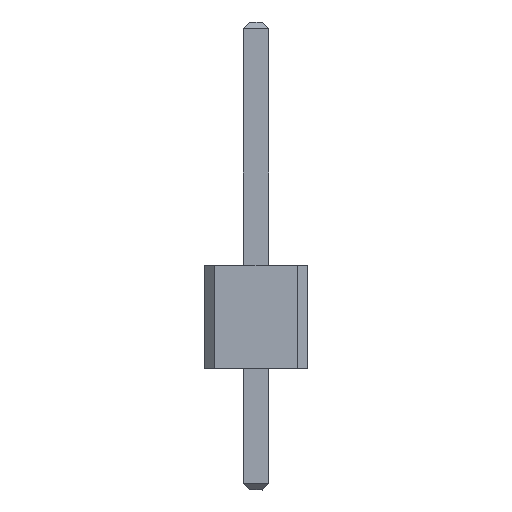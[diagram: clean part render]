
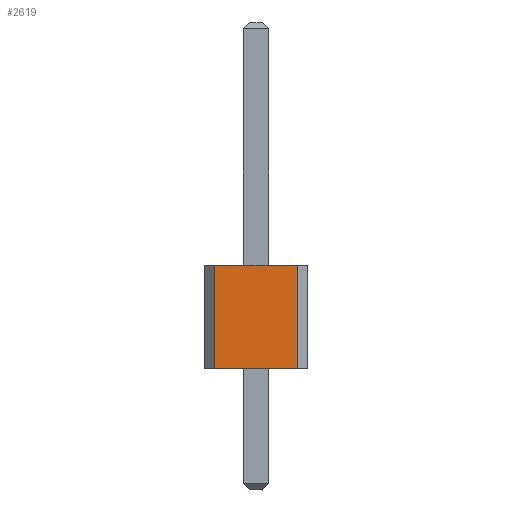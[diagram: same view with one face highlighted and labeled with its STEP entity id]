
A CAD part, front view. The second image highlights one B-rep face of the part: STEP entity #2619.
In plain terms, the highlighted planar face has unit normal (0, -1, 0).
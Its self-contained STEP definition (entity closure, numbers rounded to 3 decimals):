
#488=ORIENTED_EDGE('',*,*,#1004,.T.);
#489=ORIENTED_EDGE('',*,*,#1003,.T.);
#490=ORIENTED_EDGE('',*,*,#1005,.F.);
#491=ORIENTED_EDGE('',*,*,#1006,.F.);
#1003=EDGE_CURVE('',#1258,#1261,#1577,.T.);
#1004=EDGE_CURVE('',#1262,#1258,#1578,.T.);
#1005=EDGE_CURVE('',#1263,#1261,#1579,.T.);
#1006=EDGE_CURVE('',#1262,#1263,#1580,.T.);
#1258=VERTEX_POINT('',#4207);
#1261=VERTEX_POINT('',#4212);
#1262=VERTEX_POINT('',#4216);
#1263=VERTEX_POINT('',#4218);
#1577=LINE('',#4213,#1931);
#1578=LINE('',#4215,#1932);
#1579=LINE('',#4217,#1933);
#1580=LINE('',#4219,#1934);
#1931=VECTOR('',#3523,1000.);
#1932=VECTOR('',#3526,1000.);
#1933=VECTOR('',#3527,1000.);
#1934=VECTOR('',#3528,1000.);
#2151=EDGE_LOOP('',(#488,#489,#490,#491));
#2311=FACE_BOUND('',#2151,.T.);
#2471=PLANE('',#3021);
#2619=ADVANCED_FACE('',(#2311),#2471,.F.);
#3021=AXIS2_PLACEMENT_3D('',#4214,#3524,#3525);
#3523=DIRECTION('',(0.,0.,1.));
#3524=DIRECTION('',(0.,1.,0.));
#3525=DIRECTION('',(1.,0.,0.));
#3526=DIRECTION('',(1.,0.,0.));
#3527=DIRECTION('',(1.,0.,0.));
#3528=DIRECTION('',(0.,0.,1.));
#4207=CARTESIAN_POINT('',(134.016,-104.97,1.65));
#4212=CARTESIAN_POINT('',(134.016,-104.97,4.19));
#4213=CARTESIAN_POINT('',(134.016,-104.97,1.65));
#4214=CARTESIAN_POINT('',(131.984,-104.97,1.65));
#4215=CARTESIAN_POINT('',(131.984,-104.97,1.65));
#4216=CARTESIAN_POINT('',(131.984,-104.97,1.65));
#4217=CARTESIAN_POINT('',(131.984,-104.97,4.19));
#4218=CARTESIAN_POINT('',(131.984,-104.97,4.19));
#4219=CARTESIAN_POINT('',(131.984,-104.97,1.65));
